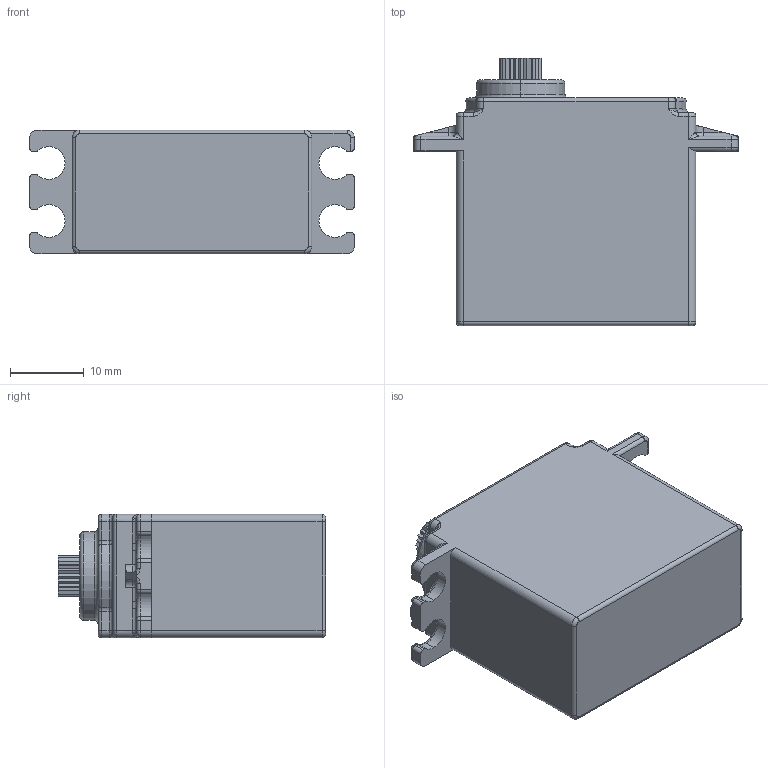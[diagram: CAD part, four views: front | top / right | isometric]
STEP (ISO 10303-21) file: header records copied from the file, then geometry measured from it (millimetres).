
FILE_DESCRIPTION (( 'STEP AP203' ), '1' );
FILE_NAME ('servo Hitec HS-225 MG.STEP', '2016-06-14T22:03:10', ( 'Ant' ), ( '' ), 'SwSTEP 2.0', 'SolidWorks 2016', '' );
FILE_SCHEMA (( 'CONFIG_CONTROL_DESIGN' ));
Length unit declared in the file: millimetre
Products named in the file (1): servo Hitec HS-225 MG
Bounding box: 44.07 x 36.28 x 16.77 mm (x, y, z)
Volume: 17227.3 mm3; surface area: 4553.6 mm2
Topology: 1 solids, 1 shells, 321 faces, 818 edges, 476 vertices
Faces by surface type: plane 118, cylinder 112, torus 61, sphere 16, bspline 12, cone 2
Entity records: 9884 total; most frequent: CARTESIAN_POINT 2142, DIRECTION 1684, ORIENTED_EDGE 1584, EDGE_CURVE 792, AXIS2_PLACEMENT_3D 620, VERTEX_POINT 476, VECTOR 444, LINE 444
